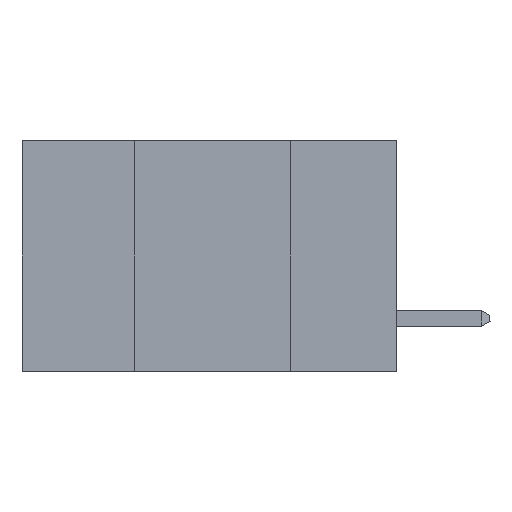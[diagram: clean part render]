
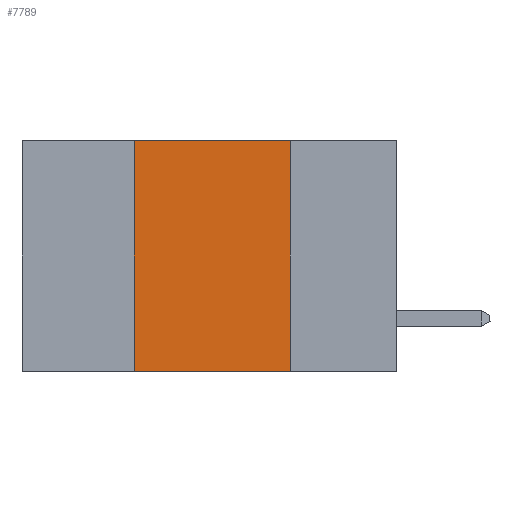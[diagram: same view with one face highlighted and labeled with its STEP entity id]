
A CAD part, left-side view. The second image highlights one B-rep face of the part: STEP entity #7789.
In plain terms, the highlighted planar face has unit normal (-1, 0, 0).
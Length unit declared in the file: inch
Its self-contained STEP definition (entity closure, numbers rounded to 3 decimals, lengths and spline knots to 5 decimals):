
#65 = LINE ( 'NONE', #1209, #11968 ) ;
#167 = VERTEX_POINT ( 'NONE', #14685 ) ;
#435 = ORIENTED_EDGE ( 'NONE', *, *, #1222, .F. ) ;
#549 = ORIENTED_EDGE ( 'NONE', *, *, #2253, .T. ) ;
#734 = VECTOR ( 'NONE', #11407, 39.37008 ) ;
#868 = DIRECTION ( 'NONE',  ( 0., -1., 0. ) ) ;
#1209 = CARTESIAN_POINT ( 'NONE',  ( 0., 0.42, 0. ) ) ;
#1222 = EDGE_CURVE ( 'NONE', #9719, #167, #65, .T. ) ;
#1496 = CARTESIAN_POINT ( 'NONE',  ( 0., 0.17, 0. ) ) ;
#1498 = CARTESIAN_POINT ( 'NONE',  ( 0., 0.42, -0.37 ) ) ;
#1801 = FACE_OUTER_BOUND ( 'NONE', #9490, .T. ) ;
#1843 = ORIENTED_EDGE ( 'NONE', *, *, #4342, .F. ) ;
#2253 = EDGE_CURVE ( 'NONE', #9719, #14650, #8692, .T. ) ;
#3782 = VERTEX_POINT ( 'NONE', #12091 ) ;
#3868 = ORIENTED_EDGE ( 'NONE', *, *, #16448, .F. ) ;
#4342 = EDGE_CURVE ( 'NONE', #167, #3782, #16638, .T. ) ;
#6852 = PLANE ( 'NONE',  #16894 ) ;
#7465 = VECTOR ( 'NONE', #16268, 39.37008 ) ;
#7789 = ADVANCED_FACE ( 'NONE', ( #1801 ), #6852, .F. ) ;
#8692 = LINE ( 'NONE', #17572, #734 ) ;
#9490 = EDGE_LOOP ( 'NONE', ( #3868, #1843, #435, #549 ) ) ;
#9719 = VERTEX_POINT ( 'NONE', #1498 ) ;
#11407 = DIRECTION ( 'NONE',  ( 0., -1., 0. ) ) ;
#11450 = LINE ( 'NONE', #1496, #7465 ) ;
#11968 = VECTOR ( 'NONE', #17767, 39.37008 ) ;
#12091 = CARTESIAN_POINT ( 'NONE',  ( 0., 0.17, 0. ) ) ;
#14650 = VERTEX_POINT ( 'NONE', #18274 ) ;
#14685 = CARTESIAN_POINT ( 'NONE',  ( 0., 0.42, 0. ) ) ;
#15367 = DIRECTION ( 'NONE',  ( 0., 0., -1. ) ) ;
#15548 = DIRECTION ( 'NONE',  ( 1., 0., 0. ) ) ;
#15796 = CARTESIAN_POINT ( 'NONE',  ( 0., 0.6, 0. ) ) ;
#16268 = DIRECTION ( 'NONE',  ( 0., 0., -1. ) ) ;
#16448 = EDGE_CURVE ( 'NONE', #3782, #14650, #11450, .T. ) ;
#16638 = LINE ( 'NONE', #17846, #17108 ) ;
#16894 = AXIS2_PLACEMENT_3D ( 'NONE', #15796, #15548, #15367 ) ;
#17108 = VECTOR ( 'NONE', #868, 39.37008 ) ;
#17572 = CARTESIAN_POINT ( 'NONE',  ( 0., 0.6, -0.37 ) ) ;
#17767 = DIRECTION ( 'NONE',  ( 0., 0., 1. ) ) ;
#17846 = CARTESIAN_POINT ( 'NONE',  ( 0., 0.6, 0. ) ) ;
#18274 = CARTESIAN_POINT ( 'NONE',  ( 0., 0.17, -0.37 ) ) ;
